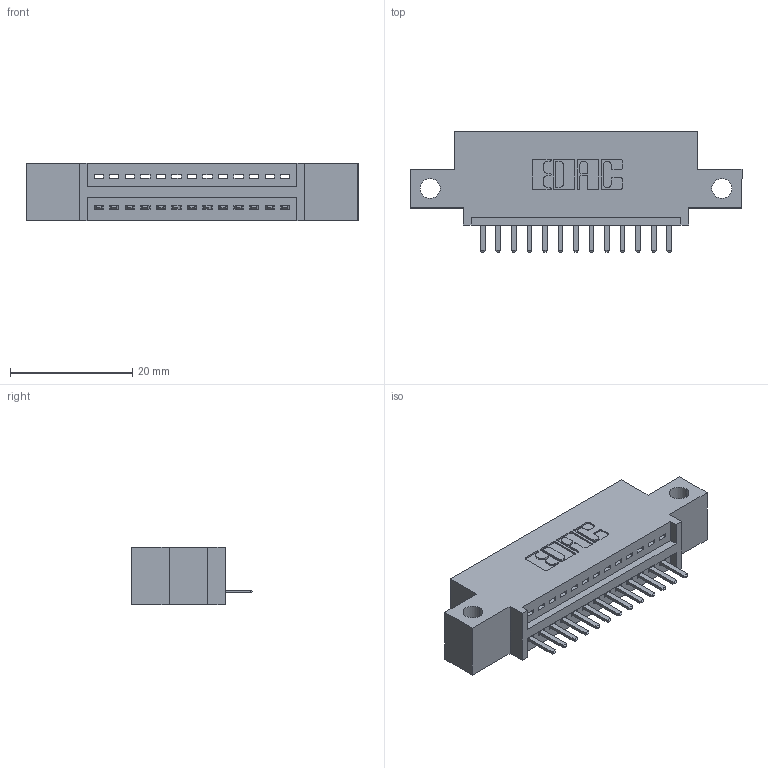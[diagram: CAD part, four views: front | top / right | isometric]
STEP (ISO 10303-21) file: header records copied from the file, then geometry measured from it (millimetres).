
FILE_DESCRIPTION (( 'STEP AP203' ), '1' );
FILE_NAME ('345-013-520-412.STEP', '2018-08-18T05:30:54', ( '' ), ( '' ), 'SwSTEP 2.0', 'SolidWorks 2016', '' );
FILE_SCHEMA (( 'CONFIG_CONTROL_DESIGN' ));
Length unit declared in the file: inch
Products named in the file (3): 345 Part_0.110 Offset - Side Mount; 345-292-001_345-293-120; 345-013-520-412
Assembly tree (14 placements, depth 2):
  345-013-520-412
    345 Part_0.110 Offset - Side Mount
    345-292-001_345-293-120  x13
Bounding box: 54.23 x 19.68 x 9.4 mm (x, y, z)
Volume: 4715.1 mm3; surface area: 5689.4 mm2
Topology: 14 solids, 14 shells, 936 faces, 2745 edges, 1794 vertices
Faces by surface type: plane 630, cylinder 306
Entity records: 13937 total; most frequent: CARTESIAN_POINT 2435, ORIENTED_EDGE 2370, DIRECTION 2155, EDGE_CURVE 1185, VECTOR 997, LINE 997, VERTEX_POINT 786, AXIS2_PLACEMENT_3D 579
